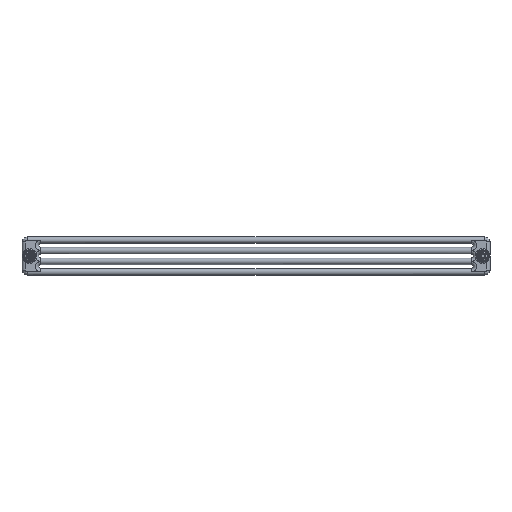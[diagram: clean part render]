
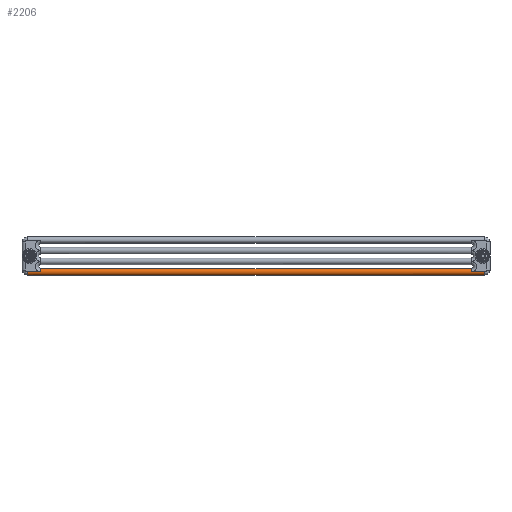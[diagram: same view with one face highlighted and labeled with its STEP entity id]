
A CAD part, left-side view. The second image highlights one B-rep face of the part: STEP entity #2206.
In plain terms, the highlighted cylindrical face has radius 12.5 mm (diameter 25 mm), a partial arc.
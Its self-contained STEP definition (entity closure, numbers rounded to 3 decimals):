
#501=DIRECTION('',(0.,1.,0.));
#502=VECTOR('',#501,51.85);
#503=CARTESIAN_POINT('',(12.5,-30.125,-0.033));
#504=LINE('',#503,#502);
#537=CARTESIAN_POINT('',(12.5,-30.125,-0.033));
#538=CARTESIAN_POINT('',(13.809,-30.125,-0.033));
#539=CARTESIAN_POINT('',(16.427,-30.125,
-0.4));
#540=CARTESIAN_POINT('',(19.969,-30.125,-2.222));
#541=CARTESIAN_POINT('',(22.781,-30.125,-5.036));
#542=CARTESIAN_POINT('',(24.583,-30.125,-8.55));
#543=CARTESIAN_POINT('',(25.005,-30.125,-11.241));
#544=CARTESIAN_POINT('',(25.,-30.125,-12.6));
#551=DIRECTION('',(0.,-1.,0.));
#552=VECTOR('',#551,1633.1);
#553=CARTESIAN_POINT('',(0.,-41.725,-12.575));
#554=LINE('',#553,#552);
#565=DIRECTION('',(0.,-1.,0.));
#566=VECTOR('',#565,1633.1);
#567=CARTESIAN_POINT('',(25.,-41.725,-12.575));
#568=LINE('',#567,#566);
#569=DIRECTION('',(0.,-1.,0.001));
#570=VECTOR('',#569,11.6);
#571=CARTESIAN_POINT('',(25.,-1674.825,-12.575));
#572=LINE('',#571,#570);
#573=CARTESIAN_POINT('',(12.5,-1686.425,-12.5));
#574=DIRECTION('',(0.,1.,0.));
#575=DIRECTION('',(0.,0.,1.));
#576=AXIS2_PLACEMENT_3D('',#573,#574,#575);
#578=CARTESIAN_POINT('',(12.5,-1738.275,-12.5));
#579=DIRECTION('',(0.,1.,0.));
#580=DIRECTION('',(-1.,0.,-0.008));
#581=AXIS2_PLACEMENT_3D('',#578,#579,#580);
#583=DIRECTION('',(0.,-1.,0.));
#584=VECTOR('',#583,63.45);
#585=CARTESIAN_POINT('',(0.,-1674.825,-12.575));
#586=LINE('',#585,#584);
#587=DIRECTION('',(0.,-1.,0.));
#588=VECTOR('',#587,63.45);
#589=CARTESIAN_POINT('',(0.,21.725,-12.6));
#590=LINE('',#589,#588);
#591=DIRECTION('',(0.,1.,-0.002));
#592=VECTOR('',#591,11.6);
#593=CARTESIAN_POINT('',(25.,-41.725,-12.575));
#594=LINE('',#593,#592);
#1058=DIRECTION('',(0.,1.,0.));
#1059=VECTOR('',#1058,51.85);
#1060=CARTESIAN_POINT('',(12.5,-1738.275,0.));
#1061=LINE('',#1060,#1059);
#1233=CARTESIAN_POINT('',(0.,-1738.275,
-12.567));
#1308=CARTESIAN_POINT('',(0.,21.725,
-12.6));
#1309=CARTESIAN_POINT('',(-0.005,21.725,
-11.241));
#1310=CARTESIAN_POINT('',(0.417,21.725,
-8.55));
#1311=CARTESIAN_POINT('',(2.219,21.725,-5.036));
#1312=CARTESIAN_POINT('',(5.031,21.725,-2.222));
#1313=CARTESIAN_POINT('',(8.573,21.725,
-0.4));
#1314=CARTESIAN_POINT('',(11.191,21.725,
-0.033));
#1315=CARTESIAN_POINT('',(12.5,21.725,
-0.033));
#1424=CARTESIAN_POINT('',(12.5,-30.125,-0.033));
#1425=CARTESIAN_POINT('',(12.5,21.725,
-0.033));
#1426=VERTEX_POINT('',#1424);
#1427=VERTEX_POINT('',#1425);
#1449=VERTEX_POINT('',#1308);
#1458=VERTEX_POINT('',#544);
#1506=CARTESIAN_POINT('',(12.5,-1738.275,0.));
#1507=CARTESIAN_POINT('',(12.5,-1686.425,0.));
#1508=VERTEX_POINT('',#1506);
#1509=VERTEX_POINT('',#1507);
#1538=VERTEX_POINT('',#1233);
#1546=CARTESIAN_POINT('',(25.,-1686.425,-12.6));
#1547=VERTEX_POINT('',#1546);
#1599=CARTESIAN_POINT('',(25.,-41.725,-12.575));
#1600=VERTEX_POINT('',#1599);
#1601=CARTESIAN_POINT('',(0.,-41.725,-12.575));
#1602=VERTEX_POINT('',#1601);
#1609=CARTESIAN_POINT('',(25.,-1674.825,-12.575));
#1610=VERTEX_POINT('',#1609);
#1611=CARTESIAN_POINT('',(0.,-1674.825,-12.575));
#1612=VERTEX_POINT('',#1611);
#2183=CARTESIAN_POINT('',(12.5,-3611.772,-12.5));
#2184=DIRECTION('',(0.,1.,0.));
#2185=DIRECTION('',(-1.,0.,0.));
#2186=AXIS2_PLACEMENT_3D('',#2183,#2184,#2185);
#2187=CYLINDRICAL_SURFACE('',#2186,12.5);
#2188=ORIENTED_EDGE('',*,*,#2170,.T.);
#2189=ORIENTED_EDGE('',*,*,#2168,.T.);
#2191=ORIENTED_EDGE('',*,*,#2190,.F.);
#2193=ORIENTED_EDGE('',*,*,#2192,.F.);
#2195=ORIENTED_EDGE('',*,*,#2194,.F.);
#2196=ORIENTED_EDGE('',*,*,#2160,.F.);
#2197=ORIENTED_EDGE('',*,*,#2158,.F.);
#2198=ORIENTED_EDGE('',*,*,#2178,.F.);
#2200=ORIENTED_EDGE('',*,*,#2199,.T.);
#2201=ORIENTED_EDGE('',*,*,#2110,.F.);
#2202=ORIENTED_EDGE('',*,*,#2142,.T.);
#2203=ORIENTED_EDGE('',*,*,#2172,.F.);
#2204=EDGE_LOOP('',(#2188,#2189,#2191,#2193,#2195,#2196,#2197,#2198,#2200,#2201,
#2202,#2203));
#2205=FACE_OUTER_BOUND('',#2204,.F.);
#545=B_SPLINE_CURVE_WITH_KNOTS('',3,(#537,#538,#539,#540,#541,#542,#543,#544),
.UNSPECIFIED.,.F.,.F.,(4,1,1,1,1,4),(0.,0.2,0.4,0.6,0.8,1.),
.UNSPECIFIED.);
#577=CIRCLE('',#576,12.5);
#582=CIRCLE('',#581,12.5);
#1316=B_SPLINE_CURVE_WITH_KNOTS('',3,(#1308,#1309,#1310,#1311,#1312,#1313,#1314,
#1315),.UNSPECIFIED.,.F.,.F.,(4,1,1,1,1,4),(0.,0.2,0.4,0.6,0.8,1.),
.UNSPECIFIED.);
#2110=EDGE_CURVE('',#1426,#1427,#504,.T.);
#2142=EDGE_CURVE('',#1426,#1458,#545,.T.);
#2158=EDGE_CURVE('',#1602,#1612,#554,.T.);
#2160=EDGE_CURVE('',#1612,#1538,#586,.T.);
#2168=EDGE_CURVE('',#1610,#1547,#572,.T.);
#2170=EDGE_CURVE('',#1600,#1610,#568,.T.);
#2172=EDGE_CURVE('',#1600,#1458,#594,.T.);
#2178=EDGE_CURVE('',#1449,#1602,#590,.T.);
#2190=EDGE_CURVE('',#1509,#1547,#577,.T.);
#2192=EDGE_CURVE('',#1508,#1509,#1061,.T.);
#2194=EDGE_CURVE('',#1538,#1508,#582,.T.);
#2199=EDGE_CURVE('',#1449,#1427,#1316,.T.);
#2206=ADVANCED_FACE('',(#2205),#2187,.T.);
